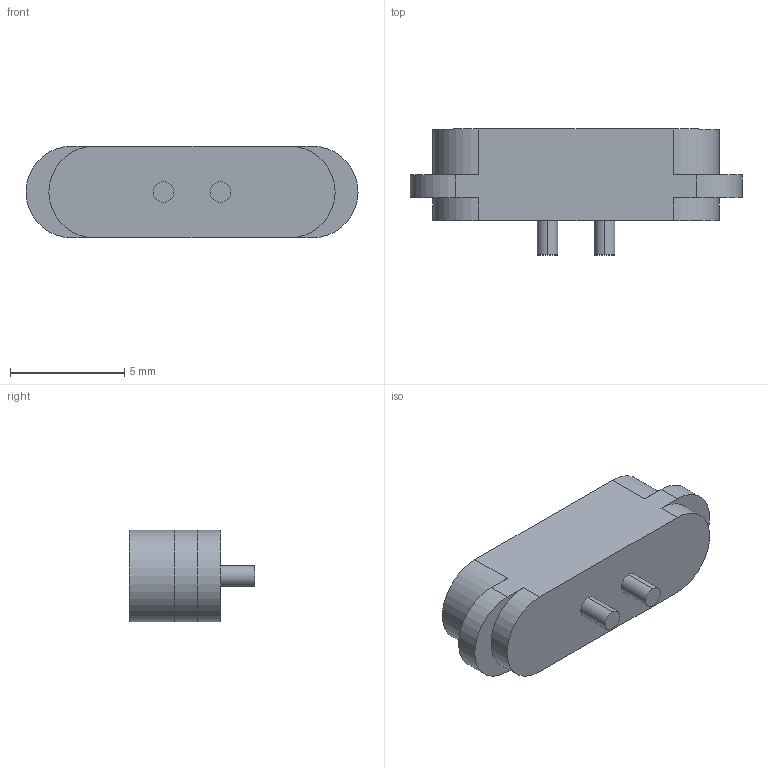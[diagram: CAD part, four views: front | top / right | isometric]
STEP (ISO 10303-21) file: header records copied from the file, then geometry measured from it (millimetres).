
FILE_DESCRIPTION (( 'STEP AP203' ), '1' );
FILE_NAME ('POGO2_Female.STEP', '2025-07-24T23:22:04', ( '' ), ( '' ), 'SwSTEP 2.0', 'SolidWorks 2025', '' );
FILE_SCHEMA (( 'CONFIG_CONTROL_DESIGN' ));
Length unit declared in the file: millimetre
Products named in the file (1): POGO2_Female
Bounding box: 14.5 x 5.5 x 4 mm (x, y, z)
Volume: 196.2 mm3; surface area: 305.9 mm2
Topology: 3 solids, 3 shells, 34 faces, 72 edges, 48 vertices
Faces by surface type: cylinder 18, plane 16
Entity records: 1005 total; most frequent: DIRECTION 178, CARTESIAN_POINT 155, ORIENTED_EDGE 144, EDGE_CURVE 72, AXIS2_PLACEMENT_3D 71, VERTEX_POINT 48, EDGE_LOOP 38, CIRCLE 36
